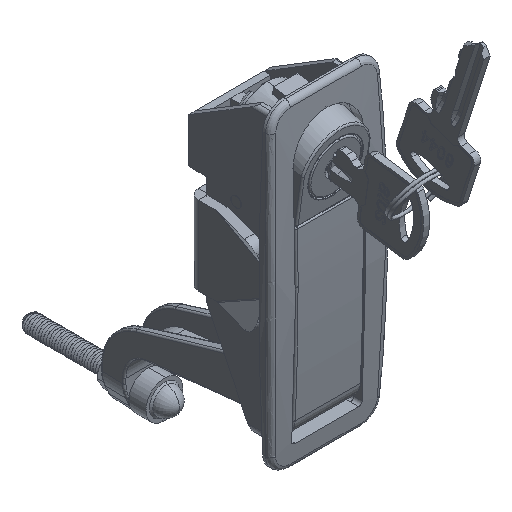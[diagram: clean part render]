
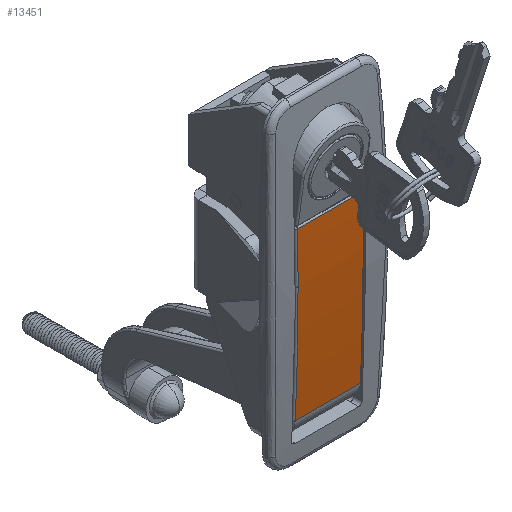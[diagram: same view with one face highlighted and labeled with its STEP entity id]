
A CAD part, isometric view. The second image highlights one B-rep face of the part: STEP entity #13451.
In plain terms, the highlighted cylindrical face has radius 721.5 mm (diameter 1443 mm), a partial arc.
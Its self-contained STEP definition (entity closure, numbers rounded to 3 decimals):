
#437 = AXIS2_PLACEMENT_3D ( 'NONE', #25586, #37760, #38335 ) ;
#771 = DIRECTION ( 'NONE',  ( 1., 0., 0. ) ) ;
#1743 = EDGE_CURVE ( 'NONE', #11566, #31310, #6376, .T. ) ;
#1956 = LINE ( 'NONE', #23456, #19826 ) ;
#2049 = CYLINDRICAL_SURFACE ( 'NONE', #16364, 721.5 ) ;
#2588 = VECTOR ( 'NONE', #5126, 1000. ) ;
#2749 = CIRCLE ( 'NONE', #24990, 721.5 ) ;
#3126 = VERTEX_POINT ( 'NONE', #5193 ) ;
#5126 = DIRECTION ( 'NONE',  ( -1., 0., 0. ) ) ;
#5193 = CARTESIAN_POINT ( 'NONE',  ( -9.5, -3.5, 0. ) ) ;
#5355 = ORIENTED_EDGE ( 'NONE', *, *, #1743, .T. ) ;
#5938 = ORIENTED_EDGE ( 'NONE', *, *, #15467, .F. ) ;
#6298 = ORIENTED_EDGE ( 'NONE', *, *, #34903, .T. ) ;
#6376 = CIRCLE ( 'NONE', #26093, 721.5 ) ;
#7501 = DIRECTION ( 'NONE',  ( -1., 0., 0. ) ) ;
#9684 = CARTESIAN_POINT ( 'NONE',  ( -9.5, -2.686, -34.27 ) ) ;
#10199 = DIRECTION ( 'NONE',  ( -1., 0., 0. ) ) ;
#10212 = AXIS2_PLACEMENT_3D ( 'NONE', #19281, #771, #25058 ) ;
#11096 = EDGE_CURVE ( 'NONE', #12779, #11566, #2749, .T. ) ;
#11478 = CARTESIAN_POINT ( 'NONE',  ( 9.5, -3.354, 14.51 ) ) ;
#11566 = VERTEX_POINT ( 'NONE', #13438 ) ;
#12779 = VERTEX_POINT ( 'NONE', #37058 ) ;
#13438 = CARTESIAN_POINT ( 'NONE',  ( 9.5, -3.5, 0. ) ) ;
#13451 = ADVANCED_FACE ( 'NONE', ( #22768 ), #2049, .T. ) ;
#13684 = CARTESIAN_POINT ( 'NONE',  ( 9.5, 718., 0. ) ) ;
#13767 = VERTEX_POINT ( 'NONE', #19932 ) ;
#15467 = EDGE_CURVE ( 'NONE', #12779, #32490, #23871, .T. ) ;
#16364 = AXIS2_PLACEMENT_3D ( 'NONE', #26347, #23357, #35517 ) ;
#16883 = ORIENTED_EDGE ( 'NONE', *, *, #26426, .T. ) ;
#17887 = EDGE_LOOP ( 'NONE', ( #39326, #5355, #6298, #36918, #16883, #5938 ) ) ;
#19281 = CARTESIAN_POINT ( 'NONE',  ( -9.5, 718., 0. ) ) ;
#19481 = DIRECTION ( 'NONE',  ( 0., -1., 0. ) ) ;
#19826 = VECTOR ( 'NONE', #20266, 1000. ) ;
#19932 = CARTESIAN_POINT ( 'NONE',  ( -9.5, -3.354, 14.51 ) ) ;
#20112 = CIRCLE ( 'NONE', #437, 721.5 ) ;
#20266 = DIRECTION ( 'NONE',  ( -1., 0., 0. ) ) ;
#22162 = CARTESIAN_POINT ( 'NONE',  ( 9.5, 718., 0. ) ) ;
#22368 = DIRECTION ( 'NONE',  ( 0., -1., 0. ) ) ;
#22768 = FACE_OUTER_BOUND ( 'NONE', #17887, .T. ) ;
#23357 = DIRECTION ( 'NONE',  ( -1., 0., 0. ) ) ;
#23456 = CARTESIAN_POINT ( 'NONE',  ( 7.75, -3.354, 14.51 ) ) ;
#23670 = CARTESIAN_POINT ( 'NONE',  ( 7.75, -2.686, -34.27 ) ) ;
#23871 = LINE ( 'NONE', #23670, #2588 ) ;
#24990 = AXIS2_PLACEMENT_3D ( 'NONE', #13684, #7501, #19481 ) ;
#25058 = DIRECTION ( 'NONE',  ( 0., -1., 0. ) ) ;
#25586 = CARTESIAN_POINT ( 'NONE',  ( -9.5, 718., 0. ) ) ;
#26093 = AXIS2_PLACEMENT_3D ( 'NONE', #22162, #10199, #22368 ) ;
#26347 = CARTESIAN_POINT ( 'NONE',  ( 7.75, 718., 0. ) ) ;
#26426 = EDGE_CURVE ( 'NONE', #3126, #32490, #20112, .T. ) ;
#29937 = CIRCLE ( 'NONE', #10212, 721.5 ) ;
#30328 = EDGE_CURVE ( 'NONE', #13767, #3126, #29937, .T. ) ;
#31310 = VERTEX_POINT ( 'NONE', #11478 ) ;
#32490 = VERTEX_POINT ( 'NONE', #9684 ) ;
#34903 = EDGE_CURVE ( 'NONE', #31310, #13767, #1956, .T. ) ;
#35517 = DIRECTION ( 'NONE',  ( 0., 1., 0. ) ) ;
#36918 = ORIENTED_EDGE ( 'NONE', *, *, #30328, .T. ) ;
#37058 = CARTESIAN_POINT ( 'NONE',  ( 9.5, -2.686, -34.27 ) ) ;
#37760 = DIRECTION ( 'NONE',  ( 1., 0., 0. ) ) ;
#38335 = DIRECTION ( 'NONE',  ( 0., -1., 0. ) ) ;
#39326 = ORIENTED_EDGE ( 'NONE', *, *, #11096, .T. ) ;
